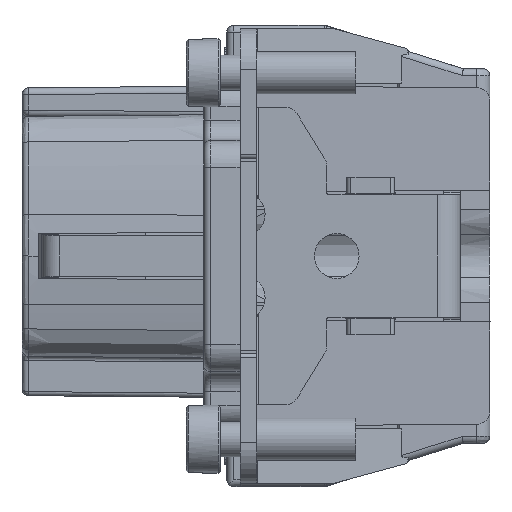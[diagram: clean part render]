
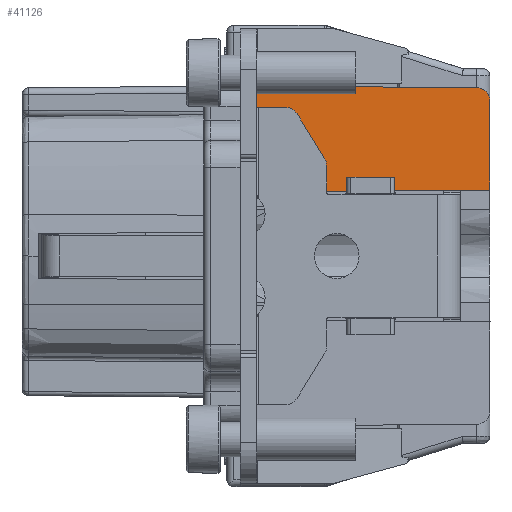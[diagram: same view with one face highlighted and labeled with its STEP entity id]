
A CAD part, left-side view. The second image highlights one B-rep face of the part: STEP entity #41126.
In plain terms, the highlighted planar face has unit normal (-1, -0.009, 0).
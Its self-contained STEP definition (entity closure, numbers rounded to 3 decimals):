
#2562=DIRECTION('',(0.,0.,-1.));
#2563=VECTOR('',#2562,6.538);
#2564=CARTESIAN_POINT('',(129.916,-17.975,68.348));
#2565=LINE('',#2564,#2563);
#2566=DIRECTION('',(-0.009,1.,-0.009));
#2567=VECTOR('',#2566,15.851);
#2568=CARTESIAN_POINT('',(129.916,-17.975,61.811));
#2569=LINE('',#2568,#2567);
#2570=DIRECTION('',(0.009,-1.,0.));
#2571=VECTOR('',#2570,2.55);
#2572=CARTESIAN_POINT('',(129.755,0.425,61.672));
#2573=LINE('',#2572,#2571);
#2574=DIRECTION('',(0.009,-1.,0.));
#2575=VECTOR('',#2574,0.014);
#2576=CARTESIAN_POINT('',(129.755,0.425,69.5));
#2577=LINE('',#2576,#2575);
#2578=DIRECTION('',(0.009,-1.,-0.009));
#2579=VECTOR('',#2578,17.396);
#2580=CARTESIAN_POINT('',(129.755,0.411,69.5));
#2581=LINE('',#2580,#2579);
#2582=CARTESIAN_POINT('',(129.916,-17.975,68.348));
#2583=CARTESIAN_POINT('',(129.916,-17.975,68.513));
#2584=CARTESIAN_POINT('',(129.915,-17.904,68.773));
#2585=CARTESIAN_POINT('',(129.913,-17.7,69.067));
#2586=CARTESIAN_POINT('',(129.911,-17.408,69.273));
#2587=CARTESIAN_POINT('',(129.908,-17.149,69.347));
#2588=CARTESIAN_POINT('',(129.907,-16.984,69.348));
#2940=DIRECTION('',(0.,0.,-1.));
#2941=VECTOR('',#2940,7.828);
#2942=CARTESIAN_POINT('',(129.755,0.425,69.5));
#2943=LINE('',#2942,#2941);
#31780=CARTESIAN_POINT('',(129.777,-2.125,
61.672));
#31782=VERTEX_POINT('',#31780);
#31788=CARTESIAN_POINT('',(129.755,0.425,
61.672));
#31789=VERTEX_POINT('',#31788);
#32148=CARTESIAN_POINT('',(129.916,-17.975,
68.348));
#32150=VERTEX_POINT('',#32148);
#32152=VERTEX_POINT('',#2588);
#32169=CARTESIAN_POINT('',(129.755,0.411,
69.5));
#32170=VERTEX_POINT('',#32169);
#32538=CARTESIAN_POINT('',(129.755,0.425,
69.5));
#32540=VERTEX_POINT('',#32538);
#34464=CARTESIAN_POINT('',(129.916,-17.975,
61.811));
#34465=VERTEX_POINT('',#34464);
#41106=CARTESIAN_POINT('',(129.755,0.425,
70.55));
#41107=DIRECTION('',(-1.,-0.009,0.));
#41108=DIRECTION('',(0.,0.,-1.));
#41109=AXIS2_PLACEMENT_3D('',#41106,#41107,#41108);
#41110=PLANE('',#41109);
#41111=ORIENTED_EDGE('',*,*,#38663,.T.);
#41113=ORIENTED_EDGE('',*,*,#41112,.T.);
#41115=ORIENTED_EDGE('',*,*,#41114,.F.);
#41117=ORIENTED_EDGE('',*,*,#41116,.F.);
#41119=ORIENTED_EDGE('',*,*,#41118,.T.);
#41121=ORIENTED_EDGE('',*,*,#41120,.T.);
#41123=ORIENTED_EDGE('',*,*,#41122,.F.);
#41124=EDGE_LOOP('',(#41111,#41113,#41115,#41117,#41119,#41121,#41123));
#41125=FACE_OUTER_BOUND('',#41124,.F.);
#41126=ADVANCED_FACE('',(#41125),#41110,.T.);
#2589=B_SPLINE_CURVE_WITH_KNOTS('',3,(#2582,#2583,#2584,#2585,#2586,#2587,
#2588),.UNSPECIFIED.,.F.,.F.,(4,1,1,1,4),(0.,0.25,0.5,0.75,1.),
.UNSPECIFIED.);
#38663=EDGE_CURVE('',#32150,#34465,#2565,.T.);
#41112=EDGE_CURVE('',#34465,#31782,#2569,.T.);
#41114=EDGE_CURVE('',#31789,#31782,#2573,.T.);
#41116=EDGE_CURVE('',#32540,#31789,#2943,.T.);
#41118=EDGE_CURVE('',#32540,#32170,#2577,.T.);
#41120=EDGE_CURVE('',#32170,#32152,#2581,.T.);
#41122=EDGE_CURVE('',#32150,#32152,#2589,.T.);
